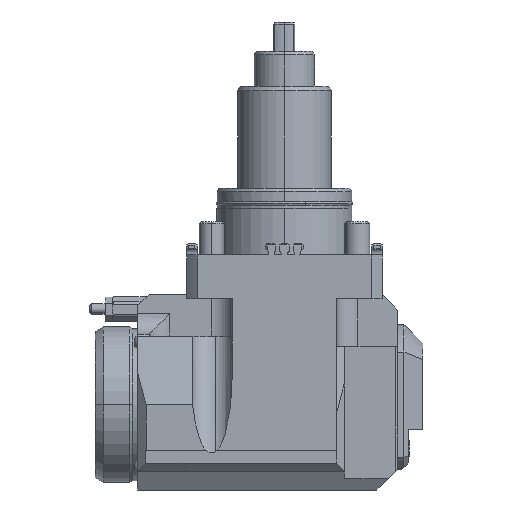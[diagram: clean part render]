
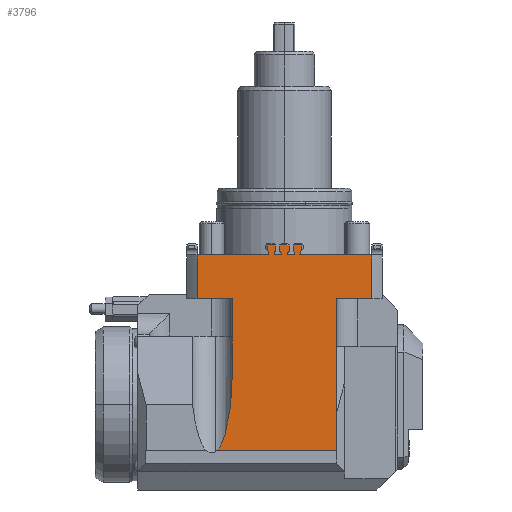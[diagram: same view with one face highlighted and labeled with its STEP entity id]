
A CAD part, front view. The second image highlights one B-rep face of the part: STEP entity #3796.
In plain terms, the highlighted planar face has unit normal (0, -1, 0).
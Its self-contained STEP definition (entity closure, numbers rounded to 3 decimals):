
#1144=CARTESIAN_POINT('',(25.,-47.,-21.));
#1145=VERTEX_POINT('',#1144);
#1152=CARTESIAN_POINT('',(25.,-47.,-76.));
#1153=VERTEX_POINT('',#1152);
#1154=CARTESIAN_POINT('',(25.,-47.,-76.));
#1155=DIRECTION('',(-0.,-0.,1.));
#1156=VECTOR('',#1155,55.);
#1157=LINE('',#1154,#1156);
#1158=EDGE_CURVE('',#1153,#1145,#1157,.T.);
#1183=CARTESIAN_POINT('',(7.546,-47.,0.));
#1184=VERTEX_POINT('',#1183);
#1219=CARTESIAN_POINT('',(8.305,-47.,2.444));
#1220=VERTEX_POINT('',#1219);
#1228=CARTESIAN_POINT('',(10.25,-47.,0.5));
#1229=DIRECTION('',(0.,1.,-0.));
#1230=DIRECTION('',(0.,0.,1.));
#1231=AXIS2_PLACEMENT_3D('',#1228,#1229,#1230);
#1232=CIRCLE('',#1231,2.75);
#1233=EDGE_CURVE('',#1184,#1220,#1232,.T.);
#1245=CARTESIAN_POINT('',(-1.678,-47.,0.));
#1246=VERTEX_POINT('',#1245);
#1253=CARTESIAN_POINT('',(-2.25,-47.,1.812));
#1254=VERTEX_POINT('',#1253);
#1255=CARTESIAN_POINT('',(-3.25,-47.,0.5));
#1256=DIRECTION('',(0.,1.,-0.));
#1257=DIRECTION('',(0.,0.,1.));
#1258=AXIS2_PLACEMENT_3D('',#1255,#1256,#1257);
#1259=CIRCLE('',#1258,1.65);
#1260=EDGE_CURVE('',#1254,#1246,#1259,.T.);
#1285=CARTESIAN_POINT('',(-4.822,-47.,0.));
#1286=VERTEX_POINT('',#1285);
#1304=CARTESIAN_POINT('',(-4.25,-47.,1.812));
#1305=VERTEX_POINT('',#1304);
#1312=CARTESIAN_POINT('',(-3.25,-47.,0.5));
#1313=DIRECTION('',(0.,1.,-0.));
#1314=DIRECTION('',(0.,0.,1.));
#1315=AXIS2_PLACEMENT_3D('',#1312,#1313,#1314);
#1316=CIRCLE('',#1315,1.65);
#1317=EDGE_CURVE('',#1286,#1305,#1316,.T.);
#1327=CARTESIAN_POINT('',(1.678,-47.,0.));
#1328=VERTEX_POINT('',#1327);
#1346=CARTESIAN_POINT('',(2.25,-47.,1.812));
#1347=VERTEX_POINT('',#1346);
#1354=CARTESIAN_POINT('',(3.25,-47.,0.5));
#1355=DIRECTION('',(0.,1.,-0.));
#1356=DIRECTION('',(0.,0.,1.));
#1357=AXIS2_PLACEMENT_3D('',#1354,#1355,#1356);
#1358=CIRCLE('',#1357,1.65);
#1359=EDGE_CURVE('',#1328,#1347,#1358,.T.);
#3373=CARTESIAN_POINT('',(-25.,-47.,-21.));
#3374=VERTEX_POINT('',#3373);
#3399=CARTESIAN_POINT('',(-25.,-47.,-56.87));
#3400=VERTEX_POINT('',#3399);
#3407=CARTESIAN_POINT('',(-25.,-47.,-21.));
#3408=DIRECTION('',(0.,-0.,-1.));
#3409=VECTOR('',#3408,35.87);
#3410=LINE('',#3407,#3409);
#3411=EDGE_CURVE('',#3374,#3400,#3410,.T.);
#3616=CARTESIAN_POINT('',(-47.,-47.,0.));
#3617=DIRECTION('',(0.,-1.,0.));
#3618=DIRECTION('',(0.,0.,1.));
#3619=AXIS2_PLACEMENT_3D('',#3616,#3617,#3618);
#3620=PLANE('',#3619);
#3621=CARTESIAN_POINT('',(-41.952,-47.,0.));
#3622=VERTEX_POINT('',#3621);
#3623=CARTESIAN_POINT('',(-7.546,-47.,0.));
#3624=VERTEX_POINT('',#3623);
#3625=CARTESIAN_POINT('',(-41.952,-47.,0.));
#3626=DIRECTION('',(1.,0.,-0.));
#3627=VECTOR('',#3626,34.407);
#3628=LINE('',#3625,#3627);
#3629=EDGE_CURVE('',#3622,#3624,#3628,.T.);
#3630=ORIENTED_EDGE('',*,*,#3629,.F.);
#3631=CARTESIAN_POINT('',(-41.952,-47.,-21.));
#3632=VERTEX_POINT('',#3631);
#3633=CARTESIAN_POINT('',(-41.952,-47.,0.));
#3634=DIRECTION('',(0.,0.,-1.));
#3635=VECTOR('',#3634,21.);
#3636=LINE('',#3633,#3635);
#3637=EDGE_CURVE('',#3622,#3632,#3636,.T.);
#3638=ORIENTED_EDGE('',*,*,#3637,.T.);
#3639=CARTESIAN_POINT('',(-41.952,-47.,-21.));
#3640=DIRECTION('',(1.,0.,0.));
#3641=VECTOR('',#3640,16.952);
#3642=LINE('',#3639,#3641);
#3643=EDGE_CURVE('',#3632,#3374,#3642,.T.);
#3644=ORIENTED_EDGE('',*,*,#3643,.T.);
#3645=ORIENTED_EDGE('',*,*,#3411,.T.);
#3646=CARTESIAN_POINT('',(-32.234,-47.,-94.));
#3647=VERTEX_POINT('',#3646);
#3648=CARTESIAN_POINT('',(-35.,-47.,-56.87));
#3649=DIRECTION('',(-0.,1.,-0.));
#3650=DIRECTION('',(0.,0.,1.));
#3651=AXIS2_PLACEMENT_3D('',#3648,#3649,#3650);
#3652=ELLIPSE('',#3651,38.637,10.);
#3653=EDGE_CURVE('',#3400,#3647,#3652,.T.);
#3654=ORIENTED_EDGE('',*,*,#3653,.T.);
#3655=CARTESIAN_POINT('',(25.,-47.,-94.));
#3656=VERTEX_POINT('',#3655);
#3657=CARTESIAN_POINT('',(-32.234,-47.,-94.));
#3658=DIRECTION('',(1.,0.,0.));
#3659=VECTOR('',#3658,57.234);
#3660=LINE('',#3657,#3659);
#3661=EDGE_CURVE('',#3647,#3656,#3660,.T.);
#3662=ORIENTED_EDGE('',*,*,#3661,.T.);
#3663=CARTESIAN_POINT('',(25.,-47.,-76.));
#3664=DIRECTION('',(0.,0.,-1.));
#3665=VECTOR('',#3664,18.);
#3666=LINE('',#3663,#3665);
#3667=EDGE_CURVE('',#1153,#3656,#3666,.T.);
#3668=ORIENTED_EDGE('',*,*,#3667,.F.);
#3669=ORIENTED_EDGE('',*,*,#1158,.T.);
#3670=CARTESIAN_POINT('',(41.952,-47.,-21.));
#3671=VERTEX_POINT('',#3670);
#3672=CARTESIAN_POINT('',(25.,-47.,-21.));
#3673=DIRECTION('',(1.,0.,-0.));
#3674=VECTOR('',#3673,16.952);
#3675=LINE('',#3672,#3674);
#3676=EDGE_CURVE('',#1145,#3671,#3675,.T.);
#3677=ORIENTED_EDGE('',*,*,#3676,.T.);
#3678=CARTESIAN_POINT('',(41.952,-47.,-0.));
#3679=VERTEX_POINT('',#3678);
#3680=CARTESIAN_POINT('',(41.952,-47.,-21.));
#3681=DIRECTION('',(0.,0.,1.));
#3682=VECTOR('',#3681,21.);
#3683=LINE('',#3680,#3682);
#3684=EDGE_CURVE('',#3671,#3679,#3683,.T.);
#3685=ORIENTED_EDGE('',*,*,#3684,.T.);
#3686=CARTESIAN_POINT('',(7.546,-47.,0.));
#3687=DIRECTION('',(1.,0.,-0.));
#3688=VECTOR('',#3687,34.407);
#3689=LINE('',#3686,#3688);
#3690=EDGE_CURVE('',#1184,#3679,#3689,.T.);
#3691=ORIENTED_EDGE('',*,*,#3690,.F.);
#3692=ORIENTED_EDGE('',*,*,#1233,.T.);
#3693=CARTESIAN_POINT('',(8.305,-47.,4.8));
#3694=VERTEX_POINT('',#3693);
#3695=CARTESIAN_POINT('',(8.305,-47.,4.8));
#3696=DIRECTION('',(-0.,0.,-1.));
#3697=VECTOR('',#3696,2.356);
#3698=LINE('',#3695,#3697);
#3699=EDGE_CURVE('',#3694,#1220,#3698,.T.);
#3700=ORIENTED_EDGE('',*,*,#3699,.F.);
#3701=CARTESIAN_POINT('',(4.25,-47.,4.8));
#3702=VERTEX_POINT('',#3701);
#3703=CARTESIAN_POINT('',(4.25,-47.,4.8));
#3704=DIRECTION('',(1.,0.,-0.));
#3705=VECTOR('',#3704,4.055);
#3706=LINE('',#3703,#3705);
#3707=EDGE_CURVE('',#3702,#3694,#3706,.T.);
#3708=ORIENTED_EDGE('',*,*,#3707,.F.);
#3709=CARTESIAN_POINT('',(4.25,-47.,1.812));
#3710=VERTEX_POINT('',#3709);
#3711=CARTESIAN_POINT('',(4.25,-47.,4.8));
#3712=DIRECTION('',(-0.,0.,-1.));
#3713=VECTOR('',#3712,2.988);
#3714=LINE('',#3711,#3713);
#3715=EDGE_CURVE('',#3702,#3710,#3714,.T.);
#3716=ORIENTED_EDGE('',*,*,#3715,.T.);
#3717=CARTESIAN_POINT('',(4.822,-47.,0.));
#3718=VERTEX_POINT('',#3717);
#3719=CARTESIAN_POINT('',(3.25,-47.,0.5));
#3720=DIRECTION('',(0.,1.,-0.));
#3721=DIRECTION('',(0.,0.,1.));
#3722=AXIS2_PLACEMENT_3D('',#3719,#3720,#3721);
#3723=CIRCLE('',#3722,1.65);
#3724=EDGE_CURVE('',#3710,#3718,#3723,.T.);
#3725=ORIENTED_EDGE('',*,*,#3724,.T.);
#3726=CARTESIAN_POINT('',(1.678,-47.,0.));
#3727=DIRECTION('',(1.,0.,-0.));
#3728=VECTOR('',#3727,3.145);
#3729=LINE('',#3726,#3728);
#3730=EDGE_CURVE('',#1328,#3718,#3729,.T.);
#3731=ORIENTED_EDGE('',*,*,#3730,.F.);
#3732=ORIENTED_EDGE('',*,*,#1359,.T.);
#3733=CARTESIAN_POINT('',(2.25,-47.,4.8));
#3734=VERTEX_POINT('',#3733);
#3735=CARTESIAN_POINT('',(2.25,-47.,1.812));
#3736=DIRECTION('',(0.,0.,1.));
#3737=VECTOR('',#3736,2.988);
#3738=LINE('',#3735,#3737);
#3739=EDGE_CURVE('',#1347,#3734,#3738,.T.);
#3740=ORIENTED_EDGE('',*,*,#3739,.T.);
#3741=CARTESIAN_POINT('',(-2.25,-47.,4.8));
#3742=VERTEX_POINT('',#3741);
#3743=CARTESIAN_POINT('',(-2.25,-47.,4.8));
#3744=DIRECTION('',(1.,0.,-0.));
#3745=VECTOR('',#3744,4.5);
#3746=LINE('',#3743,#3745);
#3747=EDGE_CURVE('',#3742,#3734,#3746,.T.);
#3748=ORIENTED_EDGE('',*,*,#3747,.F.);
#3749=CARTESIAN_POINT('',(-2.25,-47.,4.8));
#3750=DIRECTION('',(-0.,0.,-1.));
#3751=VECTOR('',#3750,2.988);
#3752=LINE('',#3749,#3751);
#3753=EDGE_CURVE('',#3742,#1254,#3752,.T.);
#3754=ORIENTED_EDGE('',*,*,#3753,.T.);
#3755=ORIENTED_EDGE('',*,*,#1260,.T.);
#3756=CARTESIAN_POINT('',(-4.822,-47.,0.));
#3757=DIRECTION('',(1.,0.,-0.));
#3758=VECTOR('',#3757,3.145);
#3759=LINE('',#3756,#3758);
#3760=EDGE_CURVE('',#1286,#1246,#3759,.T.);
#3761=ORIENTED_EDGE('',*,*,#3760,.F.);
#3762=ORIENTED_EDGE('',*,*,#1317,.T.);
#3763=CARTESIAN_POINT('',(-4.25,-47.,4.8));
#3764=VERTEX_POINT('',#3763);
#3765=CARTESIAN_POINT('',(-4.25,-47.,1.812));
#3766=DIRECTION('',(0.,0.,1.));
#3767=VECTOR('',#3766,2.988);
#3768=LINE('',#3765,#3767);
#3769=EDGE_CURVE('',#1305,#3764,#3768,.T.);
#3770=ORIENTED_EDGE('',*,*,#3769,.T.);
#3771=CARTESIAN_POINT('',(-8.305,-47.,4.8));
#3772=VERTEX_POINT('',#3771);
#3773=CARTESIAN_POINT('',(-8.305,-47.,4.8));
#3774=DIRECTION('',(1.,0.,-0.));
#3775=VECTOR('',#3774,4.055);
#3776=LINE('',#3773,#3775);
#3777=EDGE_CURVE('',#3772,#3764,#3776,.T.);
#3778=ORIENTED_EDGE('',*,*,#3777,.F.);
#3779=CARTESIAN_POINT('',(-8.305,-47.,2.444));
#3780=VERTEX_POINT('',#3779);
#3781=CARTESIAN_POINT('',(-8.305,-47.,2.444));
#3782=DIRECTION('',(0.,0.,1.));
#3783=VECTOR('',#3782,2.356);
#3784=LINE('',#3781,#3783);
#3785=EDGE_CURVE('',#3780,#3772,#3784,.T.);
#3786=ORIENTED_EDGE('',*,*,#3785,.F.);
#3787=CARTESIAN_POINT('',(-10.25,-47.,0.5));
#3788=DIRECTION('',(0.,1.,-0.));
#3789=DIRECTION('',(0.,0.,1.));
#3790=AXIS2_PLACEMENT_3D('',#3787,#3788,#3789);
#3791=CIRCLE('',#3790,2.75);
#3792=EDGE_CURVE('',#3780,#3624,#3791,.T.);
#3793=ORIENTED_EDGE('',*,*,#3792,.T.);
#3794=EDGE_LOOP('',(#3630,#3638,#3644,#3645,#3654,#3662,#3668,#3669,#3677,#3685,#3691,#3692,#3700,#3708,#3716,#3725,#3731,#3732,#3740,#3748,#3754,#3755,#3761,#3762,#3770,#3778,
#3786,#3793));
#3795=FACE_BOUND('',#3794,.T.);
#3796=ADVANCED_FACE('',(#3795),#3620,.T.);
